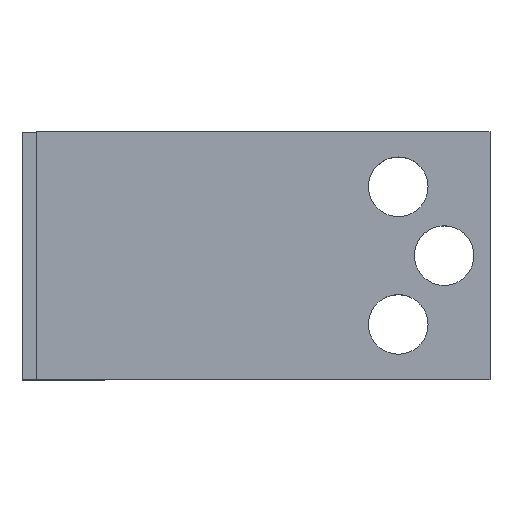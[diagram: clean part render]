
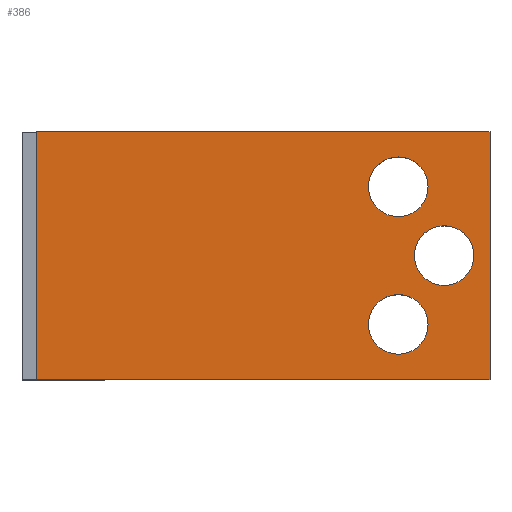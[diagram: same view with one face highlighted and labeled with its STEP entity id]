
A CAD part, top view. The second image highlights one B-rep face of the part: STEP entity #386.
In plain terms, the highlighted planar face has unit normal (0, 0, 1).
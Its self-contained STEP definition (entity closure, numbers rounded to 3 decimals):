
#4 = LINE ( 'NONE', #802, #442 ) ;
#36 = DIRECTION ( 'NONE',  ( 0., 0., -1. ) ) ;
#46 = CARTESIAN_POINT ( 'NONE',  ( 42.75, 13.5, 0. ) ) ;
#53 = AXIS2_PLACEMENT_3D ( 'NONE', #447, #1063, #353 ) ;
#62 = CARTESIAN_POINT ( 'NONE',  ( 44.25, 21., 0. ) ) ;
#70 = EDGE_CURVE ( 'NONE', #919, #1083, #936, .T. ) ;
#84 = VERTEX_POINT ( 'NONE', #529 ) ;
#90 = CARTESIAN_POINT ( 'NONE',  ( 41., 6., 0. ) ) ;
#109 = AXIS2_PLACEMENT_3D ( 'NONE', #689, #627, #955 ) ;
#113 = EDGE_CURVE ( 'NONE', #591, #84, #905, .T. ) ;
#118 = CIRCLE ( 'NONE', #933, 3.25 ) ;
#136 = ORIENTED_EDGE ( 'NONE', *, *, #696, .T. ) ;
#180 = DIRECTION ( 'NONE',  ( 0., 0., -1. ) ) ;
#195 = FACE_OUTER_BOUND ( 'NONE', #633, .T. ) ;
#198 = VECTOR ( 'NONE', #408, 1000. ) ;
#203 = ORIENTED_EDGE ( 'NONE', *, *, #611, .F. ) ;
#217 = AXIS2_PLACEMENT_3D ( 'NONE', #90, #180, #795 ) ;
#226 = CIRCLE ( 'NONE', #964, 3.25 ) ;
#235 = CARTESIAN_POINT ( 'NONE',  ( 44.25, 6., 0. ) ) ;
#238 = VERTEX_POINT ( 'NONE', #235 ) ;
#245 = ORIENTED_EDGE ( 'NONE', *, *, #835, .F. ) ;
#255 = CARTESIAN_POINT ( 'NONE',  ( 51., 0., 0. ) ) ;
#263 = DIRECTION ( 'NONE',  ( 0., 0., -1. ) ) ;
#275 = DIRECTION ( 'NONE',  ( 0., 1., 0. ) ) ;
#301 = ORIENTED_EDGE ( 'NONE', *, *, #113, .T. ) ;
#311 = DIRECTION ( 'NONE',  ( -1., 0., 0. ) ) ;
#353 = DIRECTION ( 'NONE',  ( -1., 0., 0. ) ) ;
#356 = CARTESIAN_POINT ( 'NONE',  ( 41., 21., 0. ) ) ;
#358 = EDGE_CURVE ( 'NONE', #605, #1074, #226, .T. ) ;
#386 = ADVANCED_FACE ( 'NONE', ( #471, #902, #443, #195 ), #971, .F. ) ;
#390 = VECTOR ( 'NONE', #951, 1000. ) ;
#393 = ORIENTED_EDGE ( 'NONE', *, *, #436, .T. ) ;
#403 = CARTESIAN_POINT ( 'NONE',  ( 41., 6., 0. ) ) ;
#406 = EDGE_CURVE ( 'NONE', #1083, #919, #845, .T. ) ;
#408 = DIRECTION ( 'NONE',  ( 1., 0., 0. ) ) ;
#413 = CARTESIAN_POINT ( 'NONE',  ( 37.75, 6., 0. ) ) ;
#421 = VECTOR ( 'NONE', #867, 1000. ) ;
#436 = EDGE_CURVE ( 'NONE', #1046, #238, #813, .T. ) ;
#442 = VECTOR ( 'NONE', #275, 1000. ) ;
#443 = FACE_BOUND ( 'NONE', #916, .T. ) ;
#447 = CARTESIAN_POINT ( 'NONE',  ( 51., 27., 0. ) ) ;
#448 = LINE ( 'NONE', #581, #421 ) ;
#471 = FACE_BOUND ( 'NONE', #755, .T. ) ;
#495 = DIRECTION ( 'NONE',  ( -1., 0., 0. ) ) ;
#508 = CARTESIAN_POINT ( 'NONE',  ( 49.25, 13.5, 0. ) ) ;
#523 = EDGE_LOOP ( 'NONE', ( #914, #136 ) ) ;
#529 = CARTESIAN_POINT ( 'NONE',  ( 51., 0., 0. ) ) ;
#560 = AXIS2_PLACEMENT_3D ( 'NONE', #403, #1017, #495 ) ;
#564 = CARTESIAN_POINT ( 'NONE',  ( 41., 21., 0. ) ) ;
#581 = CARTESIAN_POINT ( 'NONE',  ( 51., 27., 0. ) ) ;
#591 = VERTEX_POINT ( 'NONE', #1077 ) ;
#605 = VERTEX_POINT ( 'NONE', #636 ) ;
#611 = EDGE_CURVE ( 'NONE', #591, #683, #4, .T. ) ;
#627 = DIRECTION ( 'NONE',  ( 0., 0., -1. ) ) ;
#633 = EDGE_LOOP ( 'NONE', ( #245, #203, #301, #890 ) ) ;
#636 = CARTESIAN_POINT ( 'NONE',  ( 37.75, 21., 0. ) ) ;
#649 = DIRECTION ( 'NONE',  ( -1., 0., 0. ) ) ;
#683 = VERTEX_POINT ( 'NONE', #995 ) ;
#689 = CARTESIAN_POINT ( 'NONE',  ( 46., 13.5, 0. ) ) ;
#696 = EDGE_CURVE ( 'NONE', #1074, #605, #118, .T. ) ;
#734 = CARTESIAN_POINT ( 'NONE',  ( 51., 27., 0. ) ) ;
#741 = ORIENTED_EDGE ( 'NONE', *, *, #70, .T. ) ;
#755 = EDGE_LOOP ( 'NONE', ( #741, #993 ) ) ;
#795 = DIRECTION ( 'NONE',  ( -1., 0., 0. ) ) ;
#802 = CARTESIAN_POINT ( 'NONE',  ( 1.6, 0., 0. ) ) ;
#810 = EDGE_CURVE ( 'NONE', #238, #1046, #1131, .T. ) ;
#813 = CIRCLE ( 'NONE', #217, 3.25 ) ;
#835 = EDGE_CURVE ( 'NONE', #683, #942, #1097, .T. ) ;
#836 = DIRECTION ( 'NONE',  ( 0., 0., -1. ) ) ;
#845 = CIRCLE ( 'NONE', #109, 3.25 ) ;
#867 = DIRECTION ( 'NONE',  ( 0., -1., 0. ) ) ;
#882 = DIRECTION ( 'NONE',  ( -1., 0., 0. ) ) ;
#889 = ORIENTED_EDGE ( 'NONE', *, *, #810, .T. ) ;
#890 = ORIENTED_EDGE ( 'NONE', *, *, #897, .F. ) ;
#897 = EDGE_CURVE ( 'NONE', #942, #84, #448, .T. ) ;
#902 = FACE_BOUND ( 'NONE', #523, .T. ) ;
#905 = LINE ( 'NONE', #255, #198 ) ;
#914 = ORIENTED_EDGE ( 'NONE', *, *, #358, .T. ) ;
#916 = EDGE_LOOP ( 'NONE', ( #393, #889 ) ) ;
#919 = VERTEX_POINT ( 'NONE', #46 ) ;
#927 = CARTESIAN_POINT ( 'NONE',  ( 51., 27., 0. ) ) ;
#933 = AXIS2_PLACEMENT_3D ( 'NONE', #564, #36, #649 ) ;
#936 = CIRCLE ( 'NONE', #1104, 3.25 ) ;
#942 = VERTEX_POINT ( 'NONE', #734 ) ;
#951 = DIRECTION ( 'NONE',  ( 1., 0., 0. ) ) ;
#955 = DIRECTION ( 'NONE',  ( -1., 0., 0. ) ) ;
#964 = AXIS2_PLACEMENT_3D ( 'NONE', #356, #263, #882 ) ;
#971 = PLANE ( 'NONE',  #53 ) ;
#993 = ORIENTED_EDGE ( 'NONE', *, *, #406, .T. ) ;
#995 = CARTESIAN_POINT ( 'NONE',  ( 1.6, 27., 0. ) ) ;
#1017 = DIRECTION ( 'NONE',  ( 0., 0., -1. ) ) ;
#1046 = VERTEX_POINT ( 'NONE', #413 ) ;
#1063 = DIRECTION ( 'NONE',  ( 0., 0., -1. ) ) ;
#1074 = VERTEX_POINT ( 'NONE', #62 ) ;
#1077 = CARTESIAN_POINT ( 'NONE',  ( 1.6, 0., 0. ) ) ;
#1083 = VERTEX_POINT ( 'NONE', #508 ) ;
#1097 = LINE ( 'NONE', #927, #390 ) ;
#1104 = AXIS2_PLACEMENT_3D ( 'NONE', #1137, #836, #311 ) ;
#1131 = CIRCLE ( 'NONE', #560, 3.25 ) ;
#1137 = CARTESIAN_POINT ( 'NONE',  ( 46., 13.5, 0. ) ) ;
